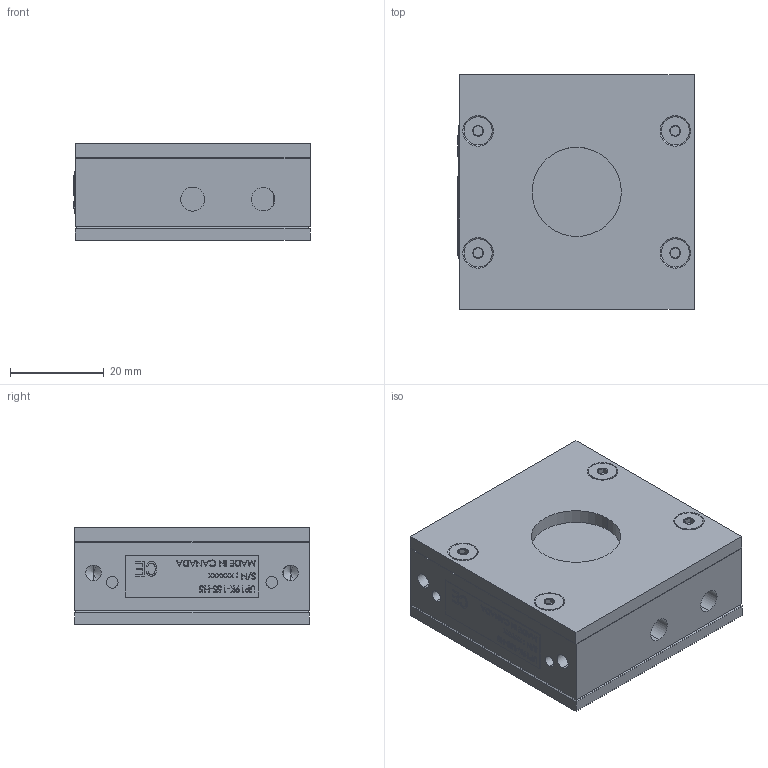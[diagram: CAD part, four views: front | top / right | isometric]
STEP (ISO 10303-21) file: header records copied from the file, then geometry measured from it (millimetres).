
FILE_DESCRIPTION (( 'STEP AP214' ), '1' );
FILE_NAME ('SK-9657 UP19K-15S-H5.STEP', '2017-10-23T15:32:05', ( '' ), ( '' ), 'SwSTEP 2.0', 'SolidWorks 2016', '' );
FILE_SCHEMA (( 'AUTOMOTIVE_DESIGN' ));
Length unit declared in the file: millimetre
Products named in the file (1): SK-9657 UP19K-15S-H5
Bounding box: 50.3 x 50 x 20.65 mm (x, y, z)
Volume: 46950.5 mm3; surface area: 22242.9 mm2
Topology: 8 solids, 8 shells, 1256 faces, 3452 edges, 2264 vertices
Faces by surface type: cylinder 648, plane 408, bspline 115, cone 83, torus 2
Entity records: 70454 total; most frequent: CARTESIAN_POINT 28805, ORIENTED_EDGE 6888, DIRECTION 4496, EDGE_CURVE 3444, VERTEX_POINT 2264, VECTOR 1770, LINE 1770, AXIS2_PLACEMENT_3D 1363
